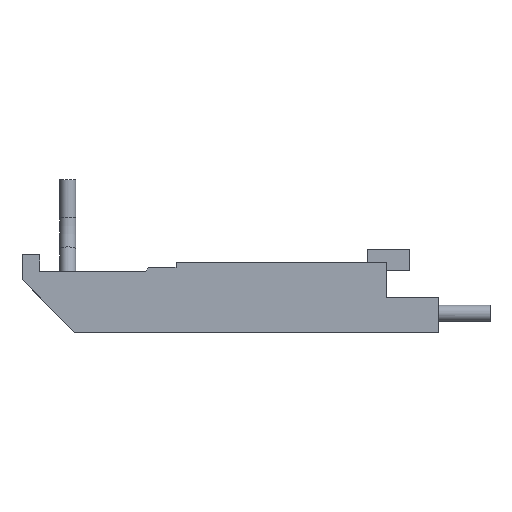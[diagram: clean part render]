
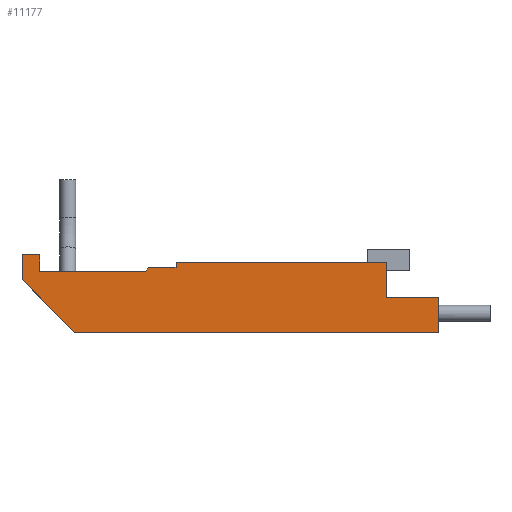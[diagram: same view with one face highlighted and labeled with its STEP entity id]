
A CAD part, left-side view. The second image highlights one B-rep face of the part: STEP entity #11177.
In plain terms, the highlighted planar face has unit normal (-1, 0, 0).
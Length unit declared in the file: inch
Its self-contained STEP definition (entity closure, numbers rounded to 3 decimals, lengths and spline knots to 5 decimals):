
#9291=CARTESIAN_POINT('',(-0.80709,-0.93504,0.0));
#9292=VERTEX_POINT('',#9291);
#9299=CARTESIAN_POINT('',(-0.80709,0.69882,0.));
#9300=VERTEX_POINT('',#9299);
#9301=CARTESIAN_POINT('',(-0.80709,-0.93504,0.0));
#9302=DIRECTION('',(0.0,1.0,0.0));
#9303=VECTOR('',#9302,1.63386);
#9304=LINE('',#9301,#9303);
#9305=EDGE_CURVE('',#9292,#9300,#9304,.T.);
#9758=CARTESIAN_POINT('',(-0.80709,0.24409,0.31496));
#9759=VERTEX_POINT('',#9758);
#9766=CARTESIAN_POINT('',(-0.80709,-0.69882,0.31496));
#9767=VERTEX_POINT('',#9766);
#9768=CARTESIAN_POINT('',(-0.80709,-0.69882,0.31496));
#9769=DIRECTION('',(0.0,1.0,0.0));
#9770=VECTOR('',#9769,0.94291);
#9771=LINE('',#9768,#9770);
#9772=EDGE_CURVE('',#9767,#9759,#9771,.T.);
#9797=CARTESIAN_POINT('',(-0.80709,0.24409,0.29134));
#9798=VERTEX_POINT('',#9797);
#9805=CARTESIAN_POINT('',(-0.80709,0.24409,0.31496));
#9806=DIRECTION('',(0.0,0.0,-1.0));
#9807=VECTOR('',#9806,0.02362);
#9808=LINE('',#9805,#9807);
#9809=EDGE_CURVE('',#9759,#9798,#9808,.T.);
#9882=CARTESIAN_POINT('',(-0.80709,0.36811,0.29134));
#9883=VERTEX_POINT('',#9882);
#9890=CARTESIAN_POINT('',(-0.80709,0.24409,0.29134));
#9891=DIRECTION('',(0.0,1.0,0.0));
#9892=VECTOR('',#9891,0.12402);
#9893=LINE('',#9890,#9892);
#9894=EDGE_CURVE('',#9798,#9883,#9893,.T.);
#10817=CARTESIAN_POINT('',(-0.80709,0.93504,0.34843));
#10818=VERTEX_POINT('',#10817);
#10825=CARTESIAN_POINT('',(-0.80709,0.8563,0.34843));
#10826=VERTEX_POINT('',#10825);
#10827=CARTESIAN_POINT('',(-0.80709,0.93504,0.34843));
#10828=DIRECTION('',(0.0,-1.0,0.0));
#10829=VECTOR('',#10828,0.07874);
#10830=LINE('',#10827,#10829);
#10831=EDGE_CURVE('',#10818,#10826,#10830,.T.);
#10867=CARTESIAN_POINT('',(-0.80709,0.93504,0.23622));
#10868=VERTEX_POINT('',#10867);
#10875=CARTESIAN_POINT('',(-0.80709,0.93504,0.23622));
#10876=DIRECTION('',(0.0,0.0,1.0));
#10877=VECTOR('',#10876,0.1122);
#10878=LINE('',#10875,#10877);
#10879=EDGE_CURVE('',#10868,#10818,#10878,.T.);
#10915=CARTESIAN_POINT('',(-0.80709,0.93504,0.23622));
#10916=DIRECTION('',(0.0,-0.707,-0.707));
#10917=VECTOR('',#10916,0.33407);
#10918=LINE('',#10915,#10917);
#10919=EDGE_CURVE('',#10868,#9300,#10918,.T.);
#10966=CARTESIAN_POINT('',(-0.80709,0.38052,0.27362));
#10967=VERTEX_POINT('',#10966);
#10974=CARTESIAN_POINT('',(-0.80709,0.36811,0.29134));
#10975=DIRECTION('',(0.0,0.574,-0.819));
#10976=VECTOR('',#10975,0.02163);
#10977=LINE('',#10974,#10976);
#10978=EDGE_CURVE('',#9883,#10967,#10977,.T.);
#10991=CARTESIAN_POINT('',(-0.80709,0.8563,0.27362));
#10992=VERTEX_POINT('',#10991);
#10993=CARTESIAN_POINT('',(-0.80709,0.8563,0.27362));
#10994=DIRECTION('',(0.0,0.0,1.0));
#10995=VECTOR('',#10994,0.0748);
#10996=LINE('',#10993,#10995);
#10997=EDGE_CURVE('',#10992,#10826,#10996,.T.);
#11015=CARTESIAN_POINT('',(-0.80709,0.38052,0.27362));
#11016=DIRECTION('',(0.0,1.0,0.0));
#11017=VECTOR('',#11016,0.47578);
#11018=LINE('',#11015,#11017);
#11019=EDGE_CURVE('',#10967,#10992,#11018,.T.);
#11048=CARTESIAN_POINT('',(-0.80709,-0.69882,0.15748));
#11049=VERTEX_POINT('',#11048);
#11050=CARTESIAN_POINT('',(-0.80709,-0.69882,0.31496));
#11051=DIRECTION('',(0.0,0.0,-1.0));
#11052=VECTOR('',#11051,0.15748);
#11053=LINE('',#11050,#11052);
#11054=EDGE_CURVE('',#9767,#11049,#11053,.T.);
#11097=CARTESIAN_POINT('',(-0.80709,-0.93504,0.15748));
#11098=VERTEX_POINT('',#11097);
#11111=CARTESIAN_POINT('',(-0.80709,-0.93504,0.15748));
#11112=DIRECTION('',(0.0,1.0,0.0));
#11113=VECTOR('',#11112,0.23622);
#11114=LINE('',#11111,#11113);
#11115=EDGE_CURVE('',#11098,#11049,#11114,.T.);
#11145=CARTESIAN_POINT('',(-0.80709,-0.93504,0.0));
#11146=DIRECTION('',(0.0,0.0,1.0));
#11147=VECTOR('',#11146,0.15748);
#11148=LINE('',#11145,#11147);
#11149=EDGE_CURVE('',#9292,#11098,#11148,.T.);
#11157=CARTESIAN_POINT('',(-0.80709,-0.93504,0.0));
#11158=DIRECTION('',(-1.0,0.0,0.0));
#11159=DIRECTION('',(0.0,0.0,1.0));
#11160=AXIS2_PLACEMENT_3D('',#11157,#11158,#11159);
#11161=PLANE('',#11160);
#11162=ORIENTED_EDGE('',*,*,#10919,.T.);
#11163=ORIENTED_EDGE('',*,*,#9305,.F.);
#11164=ORIENTED_EDGE('',*,*,#11149,.T.);
#11165=ORIENTED_EDGE('',*,*,#11115,.T.);
#11166=ORIENTED_EDGE('',*,*,#11054,.F.);
#11167=ORIENTED_EDGE('',*,*,#9772,.T.);
#11168=ORIENTED_EDGE('',*,*,#9809,.T.);
#11169=ORIENTED_EDGE('',*,*,#9894,.T.);
#11170=ORIENTED_EDGE('',*,*,#10978,.T.);
#11171=ORIENTED_EDGE('',*,*,#11019,.T.);
#11172=ORIENTED_EDGE('',*,*,#10997,.T.);
#11173=ORIENTED_EDGE('',*,*,#10831,.F.);
#11174=ORIENTED_EDGE('',*,*,#10879,.F.);
#11175=EDGE_LOOP('',(#11162,#11163,#11164,#11165,#11166,#11167,#11168,#11169,#11170,#11171,#11172,#11173,#11174));
#11176=FACE_OUTER_BOUND('',#11175,.T.);
#11177=ADVANCED_FACE('',(#11176),#11161,.T.);
